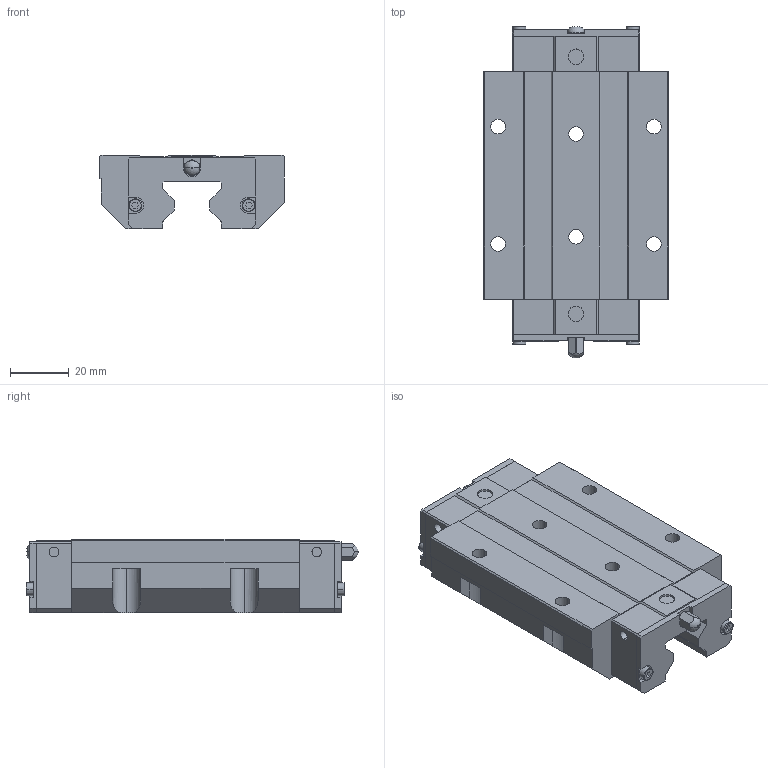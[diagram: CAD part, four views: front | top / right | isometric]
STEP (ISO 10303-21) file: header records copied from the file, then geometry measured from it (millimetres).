
FILE_DESCRIPTION(('STEP AP214'),'1');
FILE_NAME('cctmp_B3C5D1CA-9BF2-4830-8A43-6A86016D43B2_2024_08_20_20_16_30_0180..stp','2024-08-20T18:16:30',('HIWIN GmbH'),('CADClick - www.CADClick.com'),'Spatial InterOp 3D',' ','unknown authorization');
FILE_SCHEMA(('AUTOMOTIVE_DESIGN'));
Length unit declared in the file: millimetre
Products named in the file (1): RGW20HCZAH_FILE
Bounding box: 63 x 113.09 x 25 mm (x, y, z)
Volume: 112210.4 mm3; surface area: 25321.3 mm2
Topology: 1 solids, 5 shells, 274 faces, 731 edges, 483 vertices
Faces by surface type: plane 180, cylinder 78, torus 14, sphere 2
Entity records: 10811 total; most frequent: CARTESIAN_POINT 1537, DIRECTION 1477, ORIENTED_EDGE 1462, EDGE_CURVE 731, LINE 519, VECTOR 519, VERTEX_POINT 483, AXIS2_PLACEMENT_3D 479
